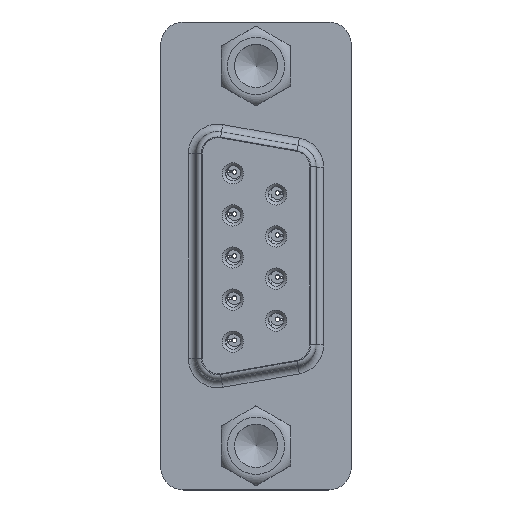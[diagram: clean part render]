
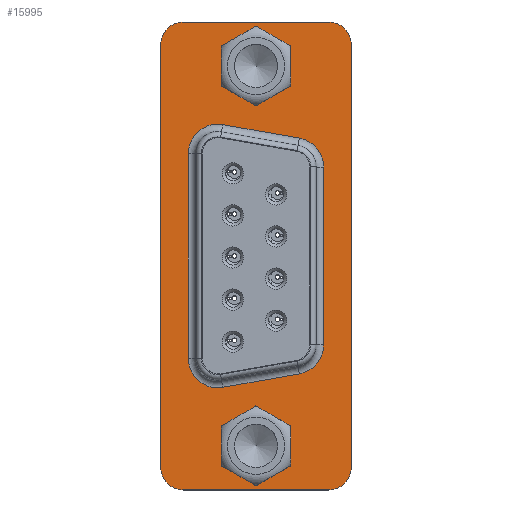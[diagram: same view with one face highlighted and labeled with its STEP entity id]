
A CAD part, top view. The second image highlights one B-rep face of the part: STEP entity #15995.
In plain terms, the highlighted face is planar.
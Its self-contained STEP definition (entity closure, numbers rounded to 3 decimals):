
#1336=LINE('',#34092,#2348);
#1337=LINE('',#34109,#2349);
#1340=LINE('',#34116,#2352);
#1342=LINE('',#34131,#2354);
#1361=LINE('',#34170,#2373);
#1366=LINE('',#34184,#2378);
#1370=LINE('',#34196,#2382);
#1374=LINE('',#34208,#2386);
#2348=VECTOR('',#21959,1000.);
#2349=VECTOR('',#21980,1000.);
#2352=VECTOR('',#21987,1000.);
#2354=VECTOR('',#22007,1000.);
#2373=VECTOR('',#22060,1000.);
#2378=VECTOR('',#22073,1000.);
#2382=VECTOR('',#22085,1000.);
#2386=VECTOR('',#22097,1000.);
#3264=PLANE('',#17778);
#7465=ORIENTED_EDGE('',*,*,#9977,.T.);
#7466=ORIENTED_EDGE('',*,*,#10091,.F.);
#7467=ORIENTED_EDGE('',*,*,#10070,.F.);
#7468=ORIENTED_EDGE('',*,*,#10074,.F.);
#7469=ORIENTED_EDGE('',*,*,#10077,.F.);
#7470=ORIENTED_EDGE('',*,*,#10080,.F.);
#7471=ORIENTED_EDGE('',*,*,#10083,.F.);
#7472=ORIENTED_EDGE('',*,*,#10086,.F.);
#7473=ORIENTED_EDGE('',*,*,#10089,.F.);
#7474=ORIENTED_EDGE('',*,*,#10037,.T.);
#7475=ORIENTED_EDGE('',*,*,#10031,.T.);
#7476=ORIENTED_EDGE('',*,*,#10033,.T.);
#7477=ORIENTED_EDGE('',*,*,#10039,.T.);
#7478=ORIENTED_EDGE('',*,*,#10045,.T.);
#7479=ORIENTED_EDGE('',*,*,#10051,.T.);
#7480=ORIENTED_EDGE('',*,*,#10049,.T.);
#7481=ORIENTED_EDGE('',*,*,#10043,.T.);
#7482=ORIENTED_EDGE('',*,*,#9979,.T.);
#9977=EDGE_CURVE('',#11633,#11633,#12238,.T.);
#9979=EDGE_CURVE('',#11635,#11635,#12240,.T.);
#10031=EDGE_CURVE('',#11668,#11671,#1336,.T.);
#10033=EDGE_CURVE('',#11671,#11673,#12276,.T.);
#10037=EDGE_CURVE('',#11674,#11668,#12280,.T.);
#10039=EDGE_CURVE('',#11673,#11677,#1337,.T.);
#10043=EDGE_CURVE('',#11678,#11674,#1340,.T.);
#10045=EDGE_CURVE('',#11677,#11681,#12284,.T.);
#10049=EDGE_CURVE('',#11682,#11678,#12288,.T.);
#10051=EDGE_CURVE('',#11681,#11682,#1342,.T.);
#10070=EDGE_CURVE('',#11686,#11687,#1361,.T.);
#10074=EDGE_CURVE('',#11689,#11686,#12290,.T.);
#10077=EDGE_CURVE('',#11691,#11689,#1366,.T.);
#10080=EDGE_CURVE('',#11693,#11691,#12292,.T.);
#10083=EDGE_CURVE('',#11695,#11693,#1370,.T.);
#10086=EDGE_CURVE('',#11697,#11695,#12294,.T.);
#10089=EDGE_CURVE('',#11699,#11697,#1374,.T.);
#10091=EDGE_CURVE('',#11687,#11699,#12296,.T.);
#11633=VERTEX_POINT('',#33982);
#11635=VERTEX_POINT('',#33987);
#11668=VERTEX_POINT('',#34086);
#11671=VERTEX_POINT('',#34091);
#11673=VERTEX_POINT('',#34096);
#11674=VERTEX_POINT('',#34101);
#11677=VERTEX_POINT('',#34108);
#11678=VERTEX_POINT('',#34113);
#11681=VERTEX_POINT('',#34120);
#11682=VERTEX_POINT('',#34125);
#11686=VERTEX_POINT('',#34169);
#11687=VERTEX_POINT('',#34171);
#11689=VERTEX_POINT('',#34177);
#11691=VERTEX_POINT('',#34183);
#11693=VERTEX_POINT('',#34189);
#11695=VERTEX_POINT('',#34195);
#11697=VERTEX_POINT('',#34201);
#11699=VERTEX_POINT('',#34207);
#12238=CIRCLE('',#17669,1.5);
#12240=CIRCLE('',#17672,1.5);
#12276=CIRCLE('',#17726,1.93);
#12280=CIRCLE('',#17731,1.93);
#12284=CIRCLE('',#17738,1.93);
#12288=CIRCLE('',#17743,1.93);
#12290=CIRCLE('',#17764,1.5);
#12292=CIRCLE('',#17768,1.5);
#12294=CIRCLE('',#17772,1.5);
#12296=CIRCLE('',#17776,1.5);
#13206=EDGE_LOOP('',(#7465));
#13207=EDGE_LOOP('',(#7466,#7467,#7468,#7469,#7470,#7471,#7472,#7473));
#13208=EDGE_LOOP('',(#7474,#7475,#7476,#7477,#7478,#7479,#7480,#7481));
#13209=EDGE_LOOP('',(#7482));
#14211=FACE_BOUND('',#13206,.T.);
#14212=FACE_BOUND('',#13207,.T.);
#14213=FACE_BOUND('',#13208,.T.);
#14214=FACE_BOUND('',#13209,.T.);
#15995=ADVANCED_FACE('',(#14211,#14212,#14213,#14214),#3264,.F.);
#17669=AXIS2_PLACEMENT_3D('',#33981,#21832,#21833);
#17672=AXIS2_PLACEMENT_3D('',#33986,#21838,#21839);
#17726=AXIS2_PLACEMENT_3D('',#34097,#21964,#21965);
#17731=AXIS2_PLACEMENT_3D('',#34104,#21974,#21975);
#17738=AXIS2_PLACEMENT_3D('',#34121,#21992,#21993);
#17743=AXIS2_PLACEMENT_3D('',#34128,#22002,#22003);
#17764=AXIS2_PLACEMENT_3D('',#34178,#22067,#22068);
#17768=AXIS2_PLACEMENT_3D('',#34190,#22079,#22080);
#17772=AXIS2_PLACEMENT_3D('',#34202,#22091,#22092);
#17776=AXIS2_PLACEMENT_3D('',#34211,#22102,#22103);
#17778=AXIS2_PLACEMENT_3D('',#34213,#22106,#22107);
#21832=DIRECTION('',(0.,-1.,0.));
#21833=DIRECTION('',(0.,0.,1.));
#21838=DIRECTION('',(0.,-1.,0.));
#21839=DIRECTION('',(0.,0.,1.));
#21959=DIRECTION('',(1.,0.,0.));
#21964=DIRECTION('',(0.,-1.,0.));
#21965=DIRECTION('',(0.,0.,1.));
#21974=DIRECTION('',(0.,-1.,0.));
#21975=DIRECTION('',(0.,0.,1.));
#21980=DIRECTION('',(0.174,0.,0.985));
#21987=DIRECTION('',(0.174,0.,-0.985));
#21992=DIRECTION('',(0.,-1.,0.));
#21993=DIRECTION('',(0.,0.,1.));
#22002=DIRECTION('',(0.,-1.,0.));
#22003=DIRECTION('',(0.,0.,1.));
#22007=DIRECTION('',(-1.,0.,0.));
#22060=DIRECTION('',(0.,0.,1.));
#22067=DIRECTION('',(0.,-1.,0.));
#22068=DIRECTION('',(-1.,0.,0.));
#22073=DIRECTION('',(1.,0.,0.));
#22079=DIRECTION('',(0.,-1.,0.));
#22080=DIRECTION('',(-1.,0.,0.));
#22085=DIRECTION('',(0.,0.,-1.));
#22091=DIRECTION('',(0.,-1.,0.));
#22092=DIRECTION('',(1.,0.,0.));
#22097=DIRECTION('',(-1.,0.,0.));
#22102=DIRECTION('',(0.,-1.,0.));
#22103=DIRECTION('',(-1.,0.,0.));
#22106=DIRECTION('',(0.,-1.,0.));
#22107=DIRECTION('',(0.,0.,1.));
#33981=CARTESIAN_POINT('',(12.5,0.35,0.));
#33982=CARTESIAN_POINT('',(12.5,0.35,1.5));
#33986=CARTESIAN_POINT('',(-12.5,0.35,0.));
#33987=CARTESIAN_POINT('',(-12.5,0.35,1.5));
#34086=CARTESIAN_POINT('',(-5.856,0.35,-4.45));
#34091=CARTESIAN_POINT('',(5.856,0.35,-4.45));
#34092=CARTESIAN_POINT('',(13.9,0.35,-4.45));
#34096=CARTESIAN_POINT('',(7.757,0.35,-2.855));
#34097=CARTESIAN_POINT('',(5.856,0.35,-2.52));
#34101=CARTESIAN_POINT('',(-7.757,0.35,-2.855));
#34104=CARTESIAN_POINT('',(-5.856,0.35,-2.52));
#34108=CARTESIAN_POINT('',(8.646,0.35,2.185));
#34109=CARTESIAN_POINT('',(9.247,0.35,5.595));
#34113=CARTESIAN_POINT('',(-8.646,0.35,2.185));
#34116=CARTESIAN_POINT('',(-8.409,0.35,0.841));
#34120=CARTESIAN_POINT('',(6.745,0.35,4.45));
#34121=CARTESIAN_POINT('',(6.745,0.35,2.52));
#34125=CARTESIAN_POINT('',(-6.745,0.35,4.45));
#34128=CARTESIAN_POINT('',(-6.745,0.35,2.52));
#34131=CARTESIAN_POINT('',(13.9,0.35,4.45));
#34169=CARTESIAN_POINT('',(15.4,0.35,-4.775));
#34170=CARTESIAN_POINT('',(15.4,0.35,-4.775));
#34171=CARTESIAN_POINT('',(15.4,0.35,4.775));
#34177=CARTESIAN_POINT('',(13.9,0.35,-6.275));
#34178=CARTESIAN_POINT('',(13.9,0.35,-4.775));
#34183=CARTESIAN_POINT('',(-13.9,0.35,-6.275));
#34184=CARTESIAN_POINT('',(-13.9,0.35,-6.275));
#34189=CARTESIAN_POINT('',(-15.4,0.35,-4.775));
#34190=CARTESIAN_POINT('',(-13.9,0.35,-4.775));
#34195=CARTESIAN_POINT('',(-15.4,0.35,4.775));
#34196=CARTESIAN_POINT('',(-15.4,0.35,4.775));
#34201=CARTESIAN_POINT('',(-13.9,0.35,6.275));
#34202=CARTESIAN_POINT('',(-13.9,0.35,4.775));
#34207=CARTESIAN_POINT('',(13.9,0.35,6.275));
#34208=CARTESIAN_POINT('',(13.9,0.35,6.275));
#34211=CARTESIAN_POINT('',(13.9,0.35,4.775));
#34213=CARTESIAN_POINT('',(13.9,0.35,4.775));
